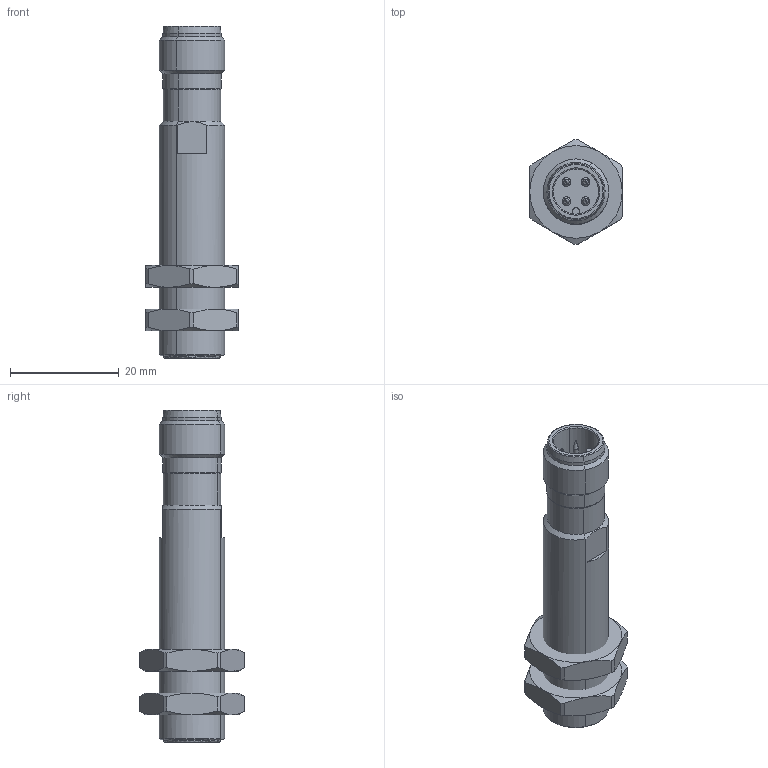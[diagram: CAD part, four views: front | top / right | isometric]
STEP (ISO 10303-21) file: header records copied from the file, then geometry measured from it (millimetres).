
FILE_DESCRIPTION(('STEP AP242'),'1');
FILE_NAME('xs4p12pa370d.stp','2020-12-16T12:24:09',('TraceParts'),('TraceParts S.A.'),'Spatial InterOp 3D',' ',' ');
FILE_SCHEMA(('AP242_MANAGED_MODEL_BASED_3D_ENGINEERING_MIM_LF {1 0 10303 442 1 1 4}'));
Length unit declared in the file: millimetre
Products named in the file (1): xs4p12pa370d_1
Bounding box: 17 x 19.33 x 61 mm (x, y, z)
Volume: 4154.3 mm3; surface area: 6325.6 mm2
Topology: 5 solids, 5 shells, 159 faces, 373 edges, 233 vertices
Faces by surface type: cone 58, plane 52, cylinder 39, torus 10
Entity records: 6170 total; most frequent: CARTESIAN_POINT 1162, DIRECTION 808, ORIENTED_EDGE 746, EDGE_CURVE 373, AXIS2_PLACEMENT_3D 347, VERTEX_POINT 233, CIRCLE 183, EDGE_LOOP 174
